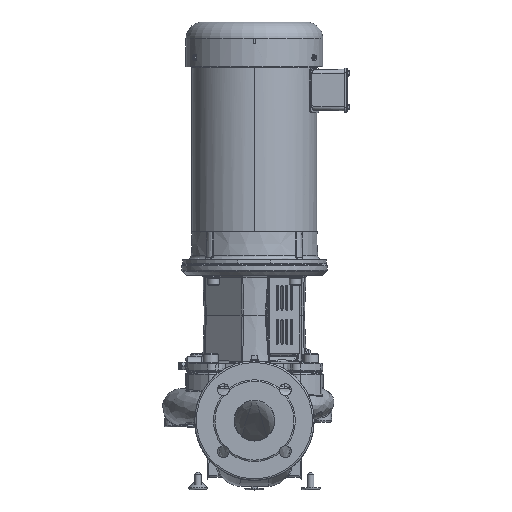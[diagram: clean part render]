
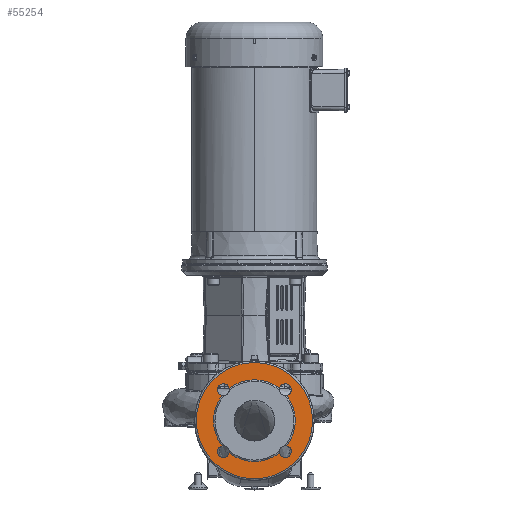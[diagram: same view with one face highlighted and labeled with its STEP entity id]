
A CAD part, top view. The second image highlights one B-rep face of the part: STEP entity #55254.
In plain terms, the highlighted planar face has unit normal (0, 0, 1).
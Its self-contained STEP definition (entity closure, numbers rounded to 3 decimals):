
#840=FACE_BOUND('',#16432,.T.);
#1145=CIRCLE('',#58342,2.569);
#1147=CIRCLE('',#58345,2.569);
#1155=CIRCLE('',#58355,3.652);
#1156=CIRCLE('',#58356,3.652);
#1205=CIRCLE('',#58465,0.375);
#1206=CIRCLE('',#58466,2.569);
#1207=CIRCLE('',#58467,0.375);
#1208=CIRCLE('',#58468,2.569);
#1209=CIRCLE('',#58469,0.375);
#1210=CIRCLE('',#58470,0.375);
#1211=CIRCLE('',#58471,0.375);
#1212=CIRCLE('',#58472,0.375);
#3627=PLANE('',#58464);
#13337=FACE_OUTER_BOUND('',#16431,.T.);
#16431=EDGE_LOOP('',(#36229,#36230));
#16432=EDGE_LOOP('',(#36231,#36232,#36233,#36234,#36235,#36236,#36237,#36238,
#36239,#36240));
#21611=VERTEX_POINT('',#79336);
#21612=VERTEX_POINT('',#79345);
#21614=VERTEX_POINT('',#79358);
#21615=VERTEX_POINT('',#79359);
#21630=VERTEX_POINT('',#79626);
#21631=VERTEX_POINT('',#79628);
#21833=VERTEX_POINT('',#85677);
#21834=VERTEX_POINT('',#85679);
#21835=VERTEX_POINT('',#85681);
#21836=VERTEX_POINT('',#85683);
#21837=VERTEX_POINT('',#85685);
#21838=VERTEX_POINT('',#85688);
#27106=EDGE_CURVE('',#21611,#21612,#1145,.T.);
#27109=EDGE_CURVE('',#21614,#21615,#1147,.T.);
#27128=EDGE_CURVE('',#21630,#21631,#1155,.T.);
#27129=EDGE_CURVE('',#21631,#21630,#1156,.T.);
#27441=EDGE_CURVE('',#21611,#21833,#1205,.T.);
#27442=EDGE_CURVE('',#21833,#21834,#1206,.T.);
#27443=EDGE_CURVE('',#21834,#21835,#1207,.T.);
#27444=EDGE_CURVE('',#21836,#21835,#1208,.T.);
#27445=EDGE_CURVE('',#21836,#21837,#1209,.T.);
#27446=EDGE_CURVE('',#21837,#21615,#1210,.T.);
#27447=EDGE_CURVE('',#21614,#21838,#1211,.T.);
#27448=EDGE_CURVE('',#21838,#21612,#1212,.T.);
#36229=ORIENTED_EDGE('',*,*,#27129,.F.);
#36230=ORIENTED_EDGE('',*,*,#27128,.F.);
#36231=ORIENTED_EDGE('',*,*,#27106,.F.);
#36232=ORIENTED_EDGE('',*,*,#27441,.T.);
#36233=ORIENTED_EDGE('',*,*,#27442,.T.);
#36234=ORIENTED_EDGE('',*,*,#27443,.T.);
#36235=ORIENTED_EDGE('',*,*,#27444,.F.);
#36236=ORIENTED_EDGE('',*,*,#27445,.T.);
#36237=ORIENTED_EDGE('',*,*,#27446,.T.);
#36238=ORIENTED_EDGE('',*,*,#27109,.F.);
#36239=ORIENTED_EDGE('',*,*,#27447,.T.);
#36240=ORIENTED_EDGE('',*,*,#27448,.T.);
#55254=ADVANCED_FACE('',(#13337,#840),#3627,.F.);
#58342=AXIS2_PLACEMENT_3D('',#79346,#63665,#63666);
#58345=AXIS2_PLACEMENT_3D('',#79360,#63671,#63672);
#58355=AXIS2_PLACEMENT_3D('',#79629,#63691,#63692);
#58356=AXIS2_PLACEMENT_3D('',#79630,#63693,#63694);
#58464=AXIS2_PLACEMENT_3D('',#85676,#64011,#64012);
#58465=AXIS2_PLACEMENT_3D('',#85678,#64013,#64014);
#58466=AXIS2_PLACEMENT_3D('',#85680,#64015,#64016);
#58467=AXIS2_PLACEMENT_3D('',#85682,#64017,#64018);
#58468=AXIS2_PLACEMENT_3D('',#85684,#64019,#64020);
#58469=AXIS2_PLACEMENT_3D('',#85686,#64021,#64022);
#58470=AXIS2_PLACEMENT_3D('',#85687,#64023,#64024);
#58471=AXIS2_PLACEMENT_3D('',#85689,#64025,#64026);
#58472=AXIS2_PLACEMENT_3D('',#85690,#64027,#64028);
#63665=DIRECTION('center_axis',(0.,0.,
1.));
#63666=DIRECTION('ref_axis',(-0.789,-0.615,0.));
#63671=DIRECTION('center_axis',(0.,0.,
1.));
#63672=DIRECTION('ref_axis',(0.615,-0.789,0.));
#63691=DIRECTION('center_axis',(0.,0.,
-1.));
#63692=DIRECTION('ref_axis',(1.,0.,0.));
#63693=DIRECTION('center_axis',(0.,0.,
-1.));
#63694=DIRECTION('ref_axis',(1.,0.,0.));
#64011=DIRECTION('center_axis',(0.,0.,
-1.));
#64012=DIRECTION('ref_axis',(0.,1.,0.));
#64013=DIRECTION('center_axis',(0.,0.,
-1.));
#64014=DIRECTION('ref_axis',(0.,1.,0.));
#64015=DIRECTION('center_axis',(0.,0.,
-1.));
#64016=DIRECTION('ref_axis',(0.615,0.789,0.));
#64017=DIRECTION('center_axis',(0.,0.,
-1.));
#64018=DIRECTION('ref_axis',(0.,1.,0.));
#64019=DIRECTION('center_axis',(0.,0.,
1.));
#64020=DIRECTION('ref_axis',(0.789,0.615,0.));
#64021=DIRECTION('center_axis',(0.,0.,
-1.));
#64022=DIRECTION('ref_axis',(0.,1.,0.));
#64023=DIRECTION('center_axis',(0.,0.,
-1.));
#64024=DIRECTION('ref_axis',(0.,1.,0.));
#64025=DIRECTION('center_axis',(0.,0.,
-1.));
#64026=DIRECTION('ref_axis',(0.,1.,0.));
#64027=DIRECTION('center_axis',(0.,0.,
-1.));
#64028=DIRECTION('ref_axis',(0.,1.,0.));
#79336=CARTESIAN_POINT('',(-2.027,-1.474,8.941));
#79345=CARTESIAN_POINT('',(-2.027,-4.631,8.941));
#79346=CARTESIAN_POINT('Origin',(0.,-3.053,
8.941));
#79358=CARTESIAN_POINT('',(-1.579,-5.079,8.941));
#79359=CARTESIAN_POINT('',(1.579,-5.079,8.941));
#79360=CARTESIAN_POINT('Origin',(0.,-3.053,
8.941));
#79626=CARTESIAN_POINT('',(0.,-6.704,8.941));
#79628=CARTESIAN_POINT('',(3.652,-3.053,8.941));
#79629=CARTESIAN_POINT('Origin',(0.,-3.053,8.941));
#79630=CARTESIAN_POINT('Origin',(0.,-3.053,8.941));
#85676=CARTESIAN_POINT('Origin',(-4.125,1.072,8.941));
#85677=CARTESIAN_POINT('',(-1.579,-1.026,8.941));
#85678=CARTESIAN_POINT('Origin',(-1.945,-1.108,8.941));
#85679=CARTESIAN_POINT('',(1.579,-1.026,8.941));
#85680=CARTESIAN_POINT('Origin',(0.,-3.053,
8.941));
#85681=CARTESIAN_POINT('',(2.027,-1.474,8.941));
#85682=CARTESIAN_POINT('Origin',(1.945,-1.108,8.941));
#85683=CARTESIAN_POINT('',(2.027,-4.631,8.941));
#85684=CARTESIAN_POINT('Origin',(0.,-3.053,
8.941));
#85685=CARTESIAN_POINT('',(1.945,-5.372,8.941));
#85686=CARTESIAN_POINT('Origin',(1.945,-4.997,8.941));
#85687=CARTESIAN_POINT('Origin',(1.945,-4.997,8.941));
#85688=CARTESIAN_POINT('',(-1.945,-5.372,8.941));
#85689=CARTESIAN_POINT('Origin',(-1.945,-4.997,8.941));
#85690=CARTESIAN_POINT('Origin',(-1.945,-4.997,8.941));
